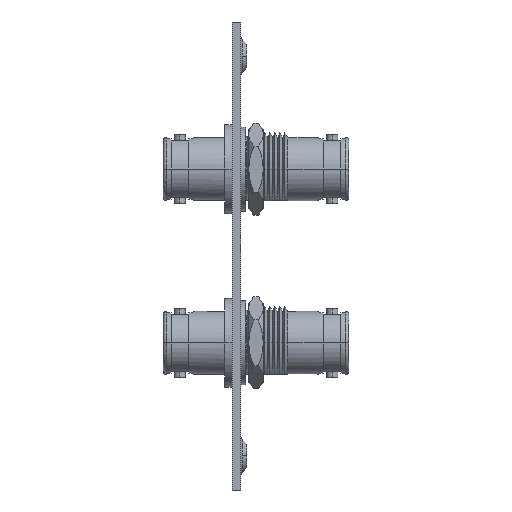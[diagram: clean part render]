
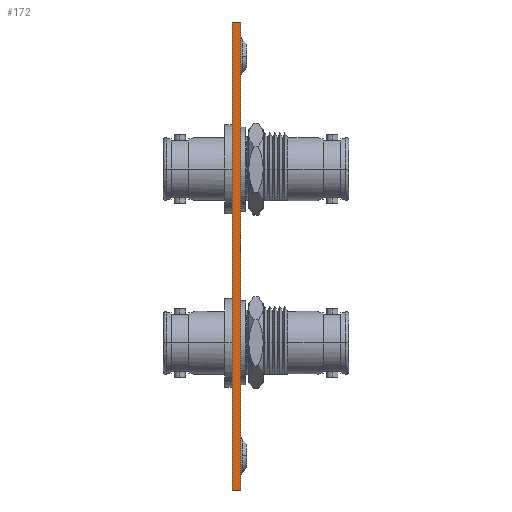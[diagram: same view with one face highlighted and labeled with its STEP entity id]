
A CAD part, left-side view. The second image highlights one B-rep face of the part: STEP entity #172.
In plain terms, the highlighted planar face has unit normal (-1, 0, 0).
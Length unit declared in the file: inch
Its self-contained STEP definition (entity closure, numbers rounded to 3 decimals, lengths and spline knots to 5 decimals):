
#172 = ADVANCED_FACE ( 'NONE', ( #10326 ), #7718, .T. ) ;
#254 = AXIS2_PLACEMENT_3D ( 'NONE', #11183, #1574, #828 ) ;
#828 = DIRECTION ( 'NONE',  ( 0., 0., 1. ) ) ;
#964 = VERTEX_POINT ( 'NONE', #11147 ) ;
#1096 = LINE ( 'NONE', #4433, #9255 ) ;
#1431 = VERTEX_POINT ( 'NONE', #5307 ) ;
#1574 = DIRECTION ( 'NONE',  ( -1., 0., 0. ) ) ;
#2209 = ORIENTED_EDGE ( 'NONE', *, *, #6131, .T. ) ;
#2218 = VECTOR ( 'NONE', #4489, 39.37008 ) ;
#2546 = LINE ( 'NONE', #5990, #9380 ) ;
#2727 = CARTESIAN_POINT ( 'NONE',  ( -1.34, 0.06, -1.615 ) ) ;
#2801 = EDGE_LOOP ( 'NONE', ( #3883, #9392, #6082, #2209 ) ) ;
#3311 = CARTESIAN_POINT ( 'NONE',  ( -1.34, 0.06, -1.615 ) ) ;
#3470 = LINE ( 'NONE', #8499, #3719 ) ;
#3576 = LINE ( 'NONE', #2727, #2218 ) ;
#3719 = VECTOR ( 'NONE', #7643, 39.37008 ) ;
#3883 = ORIENTED_EDGE ( 'NONE', *, *, #9815, .F. ) ;
#4433 = CARTESIAN_POINT ( 'NONE',  ( -1.34, 0., -1.615 ) ) ;
#4489 = DIRECTION ( 'NONE',  ( 0., 0., 1. ) ) ;
#4924 = EDGE_CURVE ( 'NONE', #6842, #1431, #2546, .T. ) ;
#5307 = CARTESIAN_POINT ( 'NONE',  ( -1.34, 0., -1.615 ) ) ;
#5990 = CARTESIAN_POINT ( 'NONE',  ( -1.34, 0.06, -1.615 ) ) ;
#6082 = ORIENTED_EDGE ( 'NONE', *, *, #4924, .T. ) ;
#6131 = EDGE_CURVE ( 'NONE', #1431, #964, #1096, .T. ) ;
#6172 = EDGE_CURVE ( 'NONE', #6842, #6801, #3576, .T. ) ;
#6801 = VERTEX_POINT ( 'NONE', #9086 ) ;
#6842 = VERTEX_POINT ( 'NONE', #3311 ) ;
#7643 = DIRECTION ( 'NONE',  ( 0., -1., 0. ) ) ;
#7718 = PLANE ( 'NONE',  #254 ) ;
#7868 = DIRECTION ( 'NONE',  ( 0., 0., 1. ) ) ;
#8499 = CARTESIAN_POINT ( 'NONE',  ( -1.34, 0.06, 1.615 ) ) ;
#9086 = CARTESIAN_POINT ( 'NONE',  ( -1.34, 0.06, 1.615 ) ) ;
#9255 = VECTOR ( 'NONE', #7868, 39.37008 ) ;
#9380 = VECTOR ( 'NONE', #9455, 39.37008 ) ;
#9392 = ORIENTED_EDGE ( 'NONE', *, *, #6172, .F. ) ;
#9455 = DIRECTION ( 'NONE',  ( 0., -1., 0. ) ) ;
#9815 = EDGE_CURVE ( 'NONE', #6801, #964, #3470, .T. ) ;
#10326 = FACE_OUTER_BOUND ( 'NONE', #2801, .T. ) ;
#11147 = CARTESIAN_POINT ( 'NONE',  ( -1.34, 0., 1.615 ) ) ;
#11183 = CARTESIAN_POINT ( 'NONE',  ( -1.34, 0.06, -1.615 ) ) ;
